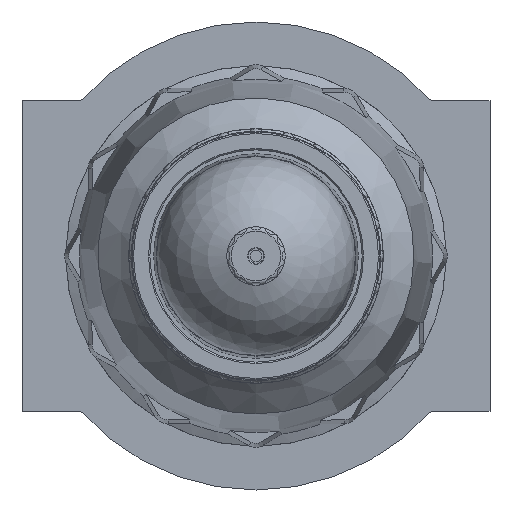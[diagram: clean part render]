
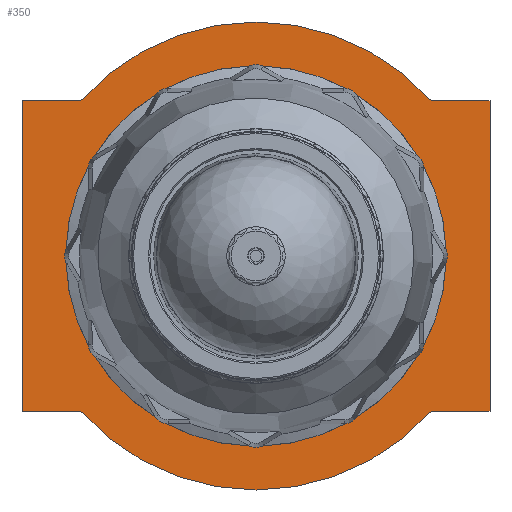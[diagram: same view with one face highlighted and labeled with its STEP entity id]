
A CAD part, front view. The second image highlights one B-rep face of the part: STEP entity #350.
In plain terms, the highlighted planar face has unit normal (0, -1, 0).
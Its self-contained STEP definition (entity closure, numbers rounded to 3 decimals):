
#350 = ADVANCED_FACE( '', ( #882, #883 ), #884, .F. );
#882 = FACE_BOUND( '', #1609, .T. );
#883 = FACE_OUTER_BOUND( '', #1610, .T. );
#884 = PLANE( '', #1611 );
#1609 = EDGE_LOOP( '', ( #3321 ) );
#1610 = EDGE_LOOP( '', ( #3322, #3323, #3324, #3325, #3326, #3327, #3328, #3329 ) );
#1611 = AXIS2_PLACEMENT_3D( '', #3330, #3331, #3332 );
#3321 = ORIENTED_EDGE( '', *, *, #4621, .F. );
#3322 = ORIENTED_EDGE( '', *, *, #4660, .F. );
#3323 = ORIENTED_EDGE( '', *, *, #5080, .F. );
#3324 = ORIENTED_EDGE( '', *, *, #4666, .T. );
#3325 = ORIENTED_EDGE( '', *, *, #5081, .T. );
#3326 = ORIENTED_EDGE( '', *, *, #4653, .T. );
#3327 = ORIENTED_EDGE( '', *, *, #5082, .T. );
#3328 = ORIENTED_EDGE( '', *, *, #4641, .F. );
#3329 = ORIENTED_EDGE( '', *, *, #5083, .T. );
#3330 = CARTESIAN_POINT( '', ( 80., -52., 0. ) );
#3331 = DIRECTION( '', ( 0., 1., 0. ) );
#3332 = DIRECTION( '', ( 0., 0., 1. ) );
#4621 = EDGE_CURVE( '', #5444, #5444, #5445, .T. );
#4641 = EDGE_CURVE( '', #5479, #5481, #5482, .T. );
#4653 = EDGE_CURVE( '', #5502, #5500, #5503, .T. );
#4660 = EDGE_CURVE( '', #5514, #5516, #5517, .T. );
#4666 = EDGE_CURVE( '', #5527, #5525, #5528, .T. );
#5080 = EDGE_CURVE( '', #5527, #5514, #6190, .T. );
#5081 = EDGE_CURVE( '', #5525, #5502, #6191, .T. );
#5082 = EDGE_CURVE( '', #5500, #5481, #6192, .T. );
#5083 = EDGE_CURVE( '', #5479, #5516, #6193, .T. );
#5444 = VERTEX_POINT( '', #6843 );
#5445 = CIRCLE( '', #6844, 64. );
#5479 = VERTEX_POINT( '', #6946 );
#5481 = VERTEX_POINT( '', #6949 );
#5482 = LINE( '', #6950, #6951 );
#5500 = VERTEX_POINT( '', #7058 );
#5502 = VERTEX_POINT( '', #7061 );
#5503 = LINE( '', #7062, #7063 );
#5514 = VERTEX_POINT( '', #7099 );
#5516 = VERTEX_POINT( '', #7102 );
#5517 = LINE( '', #7103, #7104 );
#5525 = VERTEX_POINT( '', #7116 );
#5527 = VERTEX_POINT( '', #7119 );
#5528 = LINE( '', #7120, #7121 );
#6190 = LINE( '', #9304, #9305 );
#6191 = CIRCLE( '', #9306, 80. );
#6192 = LINE( '', #9307, #9308 );
#6193 = CIRCLE( '', #9309, 80. );
#6843 = CARTESIAN_POINT( '', ( 0., -52., -64. ) );
#6844 = AXIS2_PLACEMENT_3D( '', #10811, #10812, #10813 );
#6946 = CARTESIAN_POINT( '', ( -59.925, -52., -53. ) );
#6949 = CARTESIAN_POINT( '', ( -80., -52., -53. ) );
#6950 = CARTESIAN_POINT( '', ( 80., -52., -53. ) );
#6951 = VECTOR( '', #10833, 1000. );
#7058 = CARTESIAN_POINT( '', ( -80., -52., 53. ) );
#7061 = CARTESIAN_POINT( '', ( -59.925, -52., 53. ) );
#7062 = CARTESIAN_POINT( '', ( 80., -52., 53. ) );
#7063 = VECTOR( '', #10848, 1000. );
#7099 = CARTESIAN_POINT( '', ( 80., -52., -53. ) );
#7102 = CARTESIAN_POINT( '', ( 59.925, -52., -53. ) );
#7103 = CARTESIAN_POINT( '', ( 80., -52., -53. ) );
#7104 = VECTOR( '', #10853, 1000. );
#7116 = CARTESIAN_POINT( '', ( 59.925, -52., 53. ) );
#7119 = CARTESIAN_POINT( '', ( 80., -52., 53. ) );
#7120 = CARTESIAN_POINT( '', ( 80., -52., 53. ) );
#7121 = VECTOR( '', #10859, 1000. );
#9304 = CARTESIAN_POINT( '', ( 80., -52., 53. ) );
#9305 = VECTOR( '', #11531, 1000. );
#9306 = AXIS2_PLACEMENT_3D( '', #11532, #11533, #11534 );
#9307 = CARTESIAN_POINT( '', ( -80., -52., 53. ) );
#9308 = VECTOR( '', #11535, 1000. );
#9309 = AXIS2_PLACEMENT_3D( '', #11536, #11537, #11538 );
#10811 = CARTESIAN_POINT( '', ( 0., -52., 0. ) );
#10812 = DIRECTION( '', ( 0., -1., 0. ) );
#10813 = DIRECTION( '', ( 0., 0., -1. ) );
#10833 = DIRECTION( '', ( -1., 0., 0. ) );
#10848 = DIRECTION( '', ( -1., 0., 0. ) );
#10853 = DIRECTION( '', ( -1., 0., 0. ) );
#10859 = DIRECTION( '', ( -1., 0., 0. ) );
#11531 = DIRECTION( '', ( 0., 0., -1. ) );
#11532 = CARTESIAN_POINT( '', ( 0., -52., 0. ) );
#11533 = DIRECTION( '', ( 0., -1., 0. ) );
#11534 = DIRECTION( '', ( 0., 0., -1. ) );
#11535 = DIRECTION( '', ( 0., 0., -1. ) );
#11536 = CARTESIAN_POINT( '', ( 0., -52., 0. ) );
#11537 = DIRECTION( '', ( 0., -1., 0. ) );
#11538 = DIRECTION( '', ( 0., 0., -1. ) );
